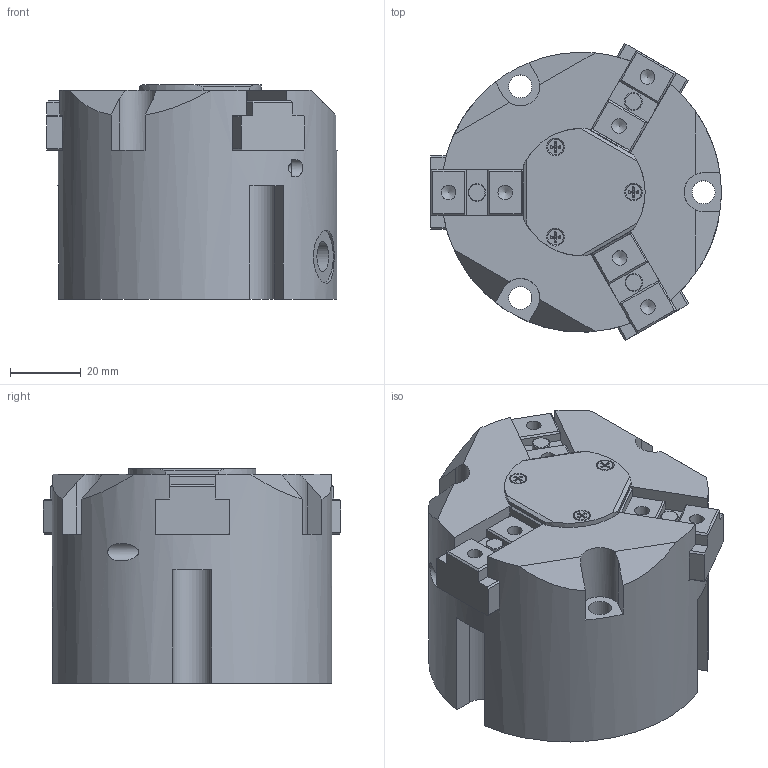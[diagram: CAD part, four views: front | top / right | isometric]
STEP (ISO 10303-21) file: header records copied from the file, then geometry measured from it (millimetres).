
FILE_DESCRIPTION(/* description */ (''),/* implementation_level */ '2;1');
FILE_NAME(/* name */ 'MAS-G3-80-SV-C1.2.stp',/* time_stamp */ '2018-02-01T14:12:18+01:00',/* author */ ('Tecnico'),/* organization */ (''),/* preprocessor_version */ 'ST-DEVELOPER v16.13',/* originating_system */ 'Autodesk Inventor 2018',/* authorisation */ '');
FILE_SCHEMA (('AUTOMOTIVE_DESIGN { 1 0 10303 214 3 1 1 }'));
Length unit declared in the file: millimetre
Products named in the file (6): MAS-G3-80-SV; Parte14; MAS-G3-80-GRIFFA SV; MAS-G3-80-COPERCHIO; AS 1427 - M2,5 x 8; MAS-G3-80-SPINA 5X6
Assembly tree (11 placements, depth 2):
  MAS-G3-80-SV
    Parte14
    MAS-G3-80-GRIFFA SV  x3
    MAS-G3-80-COPERCHIO
    AS 1427 - M2,5 x 8  x3
    MAS-G3-80-SPINA 5X6  x3
Bounding box: 81.96 x 84.01 x 60.5 mm (x, y, z)
Volume: 261790.9 mm3; surface area: 48249.2 mm2
Topology: 11 solids, 11 shells, 369 faces, 960 edges, 622 vertices
Faces by surface type: plane 228, cylinder 64, cone 59, torus 18
Full cylindrical faces by diameter (mm): 2.013 x3, 2.224 x3, 2.5 x3, 2.7 x3, 3.2 x1, 3.242 x5, 4 x3, 4.134 x6, 4.4 x3, 5 x4, 6 x2, 6.5 x3, 8.5 x3, 8.566 x2, 9.1 x3, 15 x2, 79 x1
Entity records: 6455 total; most frequent: CARTESIAN_POINT 1437, DIRECTION 1029, ORIENTED_EDGE 906, EDGE_CURVE 453, AXIS2_PLACEMENT_3D 390, VERTEX_POINT 326, EDGE_LOOP 297, LINE 249
